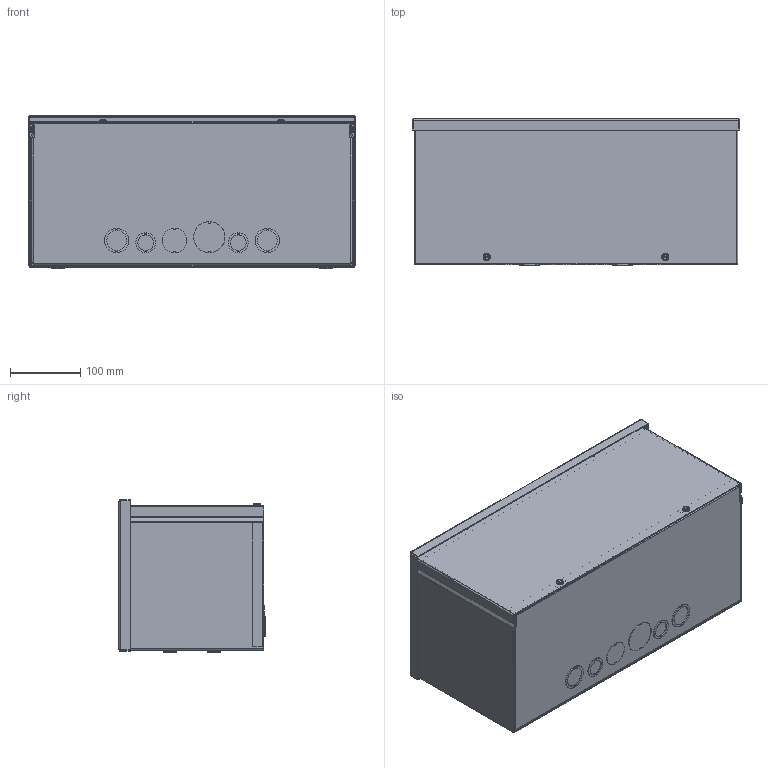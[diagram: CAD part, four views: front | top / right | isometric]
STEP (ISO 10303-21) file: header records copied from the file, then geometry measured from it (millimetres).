
FILE_DESCRIPTION(/* description */ ('RSCG, NEMA 3R, GALV, BLR, 8X8X18'),/* implementation_level */ '2;1');
FILE_NAME(/* name */ 'RSCG080818G.stp',/* time_stamp */ '2015-06-22T21:53:54+05:00',/* author */ ('vdas'),/* organization */ (''),/* preprocessor_version */ 'ST-DEVELOPER v15.2',/* originating_system */ 'Autodesk Inventor 2014',/* authorisation */ '');
FILE_SCHEMA (('AUTOMOTIVE_DESIGN { 1 0 10303 214 3 1 1 }'));
Length unit declared in the file: inch
Products named in the file (8): RSCG080818GBLR; RSCG0818GBTM; RSCG0818GCAP; RSCG18GSTRAP; RSCG0818GLID; 31813; HFW372196; RSCG080818G
Bounding box: 466.73 x 207.94 x 217.5 mm (x, y, z)
Volume: 827966.9 mm3; surface area: 1068170.3 mm2
Topology: 12 solids, 14 shells, 662 faces, 1654 edges, 1028 vertices
Faces by surface type: plane 324, cylinder 204, torus 52, bspline 46, cone 36
Full cylindrical faces by diameter (mm): 3.68 x4, 4.826 x32, 6.35 x4, 7.144 x4, 7.925 x2, 10.516 x2
Entity records: 21608 total; most frequent: CARTESIAN_POINT 7737, ORIENTED_EDGE 2764, DIRECTION 2662, EDGE_CURVE 1358, AXIS2_PLACEMENT_3D 949, VERTEX_POINT 867, LINE 764, VECTOR 764
